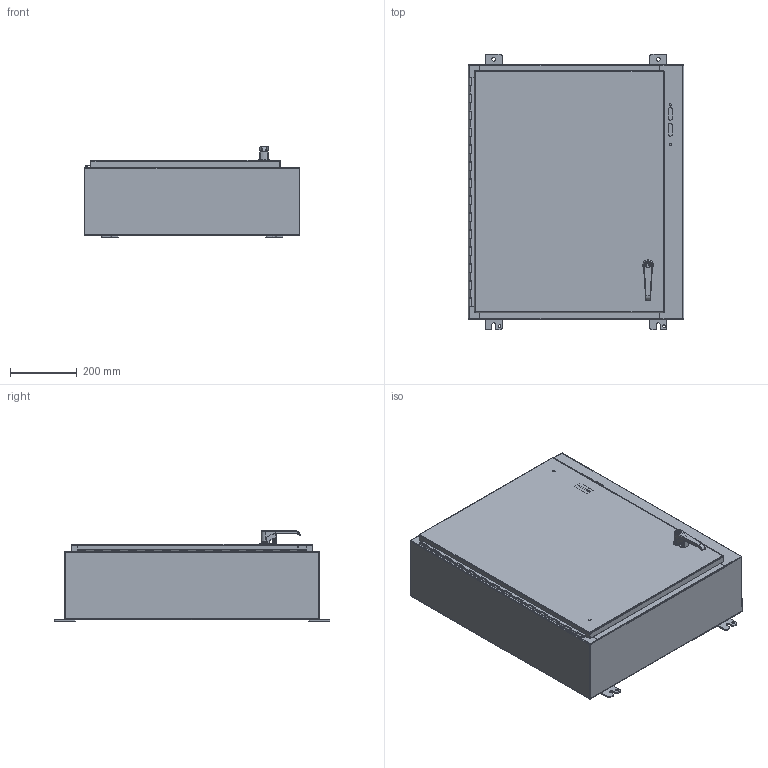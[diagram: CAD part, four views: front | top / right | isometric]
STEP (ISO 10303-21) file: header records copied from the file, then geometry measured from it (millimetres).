
FILE_DESCRIPTION((''),'2;1');
FILE_NAME('SDN12302508PL.stp','2012-10-26T14:18:37',('dnichola'),(''),'Autodesk Inventor 2012','Autodesk Inventor 2012','');
FILE_SCHEMA(('AUTOMOTIVE_DESIGN { 1 0 10303 214 1 1 1 1 }'));
Length unit declared in the file: inch
Products named in the file (44): SDN12302508PL; SDN12302508PLBKP; 388116; 34840; 328106; 328106T; 328106L; 328106P-1; SDN123025PLLID; 388115; 3881; HFW3092; 38811; 349129; HFW351101; 1000-02; 1000-23; 1000-277-03; 1000-458; 1000-458-SCHAUM; 1000-459; 1044-03-01; 1044-04-16; 1044-07-02; 1044-07; DIN3771_15X3_5; HFW30014-8; HFW30014; HFW3034; 37268; HFW31714 (LEFT HINGE); HFW31714; HFW31714_SCREW; HFW31714_SPACER; HFW31714_WASHER; HFW31714_NUT; HFW31713 (LEFT HINGE); HFW31713; HFW31713_SCREW; HFW31713_SPACER ...
Assembly tree (54 placements, depth 4):
  SDN12302508PL
    SDN12302508PLBKP
    388116  x4
    34840  x4
    328106
      328106T
      328106L
      328106P-1
    SDN123025PLLID
    388115
    3881
    HFW3092
    38811  x2
    349129  x2
    HFW351101
      1000-02
      1000-23
      1000-277-03
      1000-458
      1000-458-SCHAUM
      1000-459
      1044-03-01
      1044-04-16
      1044-07-02
      1044-07
      DIN3771_15X3_5
    HFW30014-8
      HFW30014
      HFW3034
      37268  x2
      HFW31714 (LEFT HINGE)
        HFW31714
        HFW31714_SCREW  x2
        HFW31714_SPACER
        HFW31714_WASHER
        HFW31714_NUT
      HFW31713 (LEFT HINGE)
        HFW31713
        HFW31713_SCREW  x2
        HFW31713_SPACER
        HFW31714_WASHER
        HFW31714_NUT
    30932
    34938
Bounding box: 644.65 x 825.5 x 270.5 mm (x, y, z)
Volume: 3383006.1 mm3; surface area: 3552421.8 mm2
Topology: 49 solids, 50 shells, 1618 faces, 4064 edges, 2611 vertices
Faces by surface type: plane 836, cylinder 557, cone 86, bspline 73, torus 50, sphere 16
Full cylindrical faces by diameter (mm): 2.6 x1, 2.921 x2, 3.048 x25, 3.683 x6, 3.962 x2, 4.25 x1, 4.826 x4, 4.978 x2, 5 x3, 5.1 x1, 5.359 x2, 5.5 x1, 5.6 x1, 5.715 x4, 5.8 x1, 6.35 x3, 7.137 x2, 7.62 x4, 7.798 x1, 7.938 x2, 7.95 x4, 8.128 x3, 8.382 x10, 8.4 x3, 8.56 x1, 8.65 x1, 9.474 x2, 9.525 x1, 10.897 x1, 11.113 x4
Entity records: 49933 total; most frequent: CARTESIAN_POINT 13465, DIRECTION 7321, ORIENTED_EDGE 6986, EDGE_CURVE 3493, AXIS2_PLACEMENT_3D 2631, VERTEX_POINT 2317, VECTOR 2059, LINE 2059
